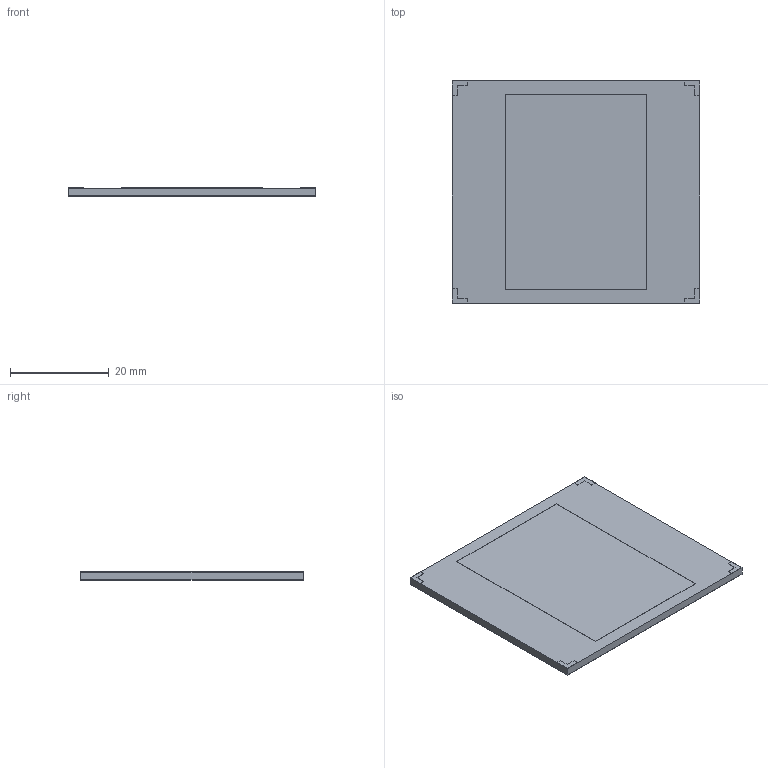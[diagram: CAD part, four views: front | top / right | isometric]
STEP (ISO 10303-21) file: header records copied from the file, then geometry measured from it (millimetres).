
FILE_DESCRIPTION(('STEP AP214'),'1');
FILE_NAME('2018_Nov_27_S-Band_Patch_for_Printing.stp','2018-11-27T21:19:23',('Sebastian H Tarquino'),(' '),'Spatial InterOp 3D','CST ACIS InterOp Converter 2016',' ');
FILE_SCHEMA(('automotive_design'));
Length unit declared in the file: millimetre
Products named in the file (8): Substrate|Substrate; Ground_Plane|Ground_Plane; Antenna|Patch; Align_Edges|Align_Edge_01; Align_Edges|Align_Edge_02; Align_Edges|Align_Edge_03; Align_Edges|Align_Edge_04; 1
Bounding box: 50 x 45 x 1.7 mm (x, y, z)
Volume: 3770.1 mm3; surface area: 11625.8 mm2
Topology: 7 solids, 7 shells, 50 faces, 109 edges, 74 vertices
Faces by surface type: plane 50
Entity records: 1922 total; most frequent: CARTESIAN_POINT 239, DIRECTION 225, ORIENTED_EDGE 216, LINE 109, VECTOR 109, EDGE_CURVE 108, VERTEX_POINT 72, AXIS2_PLACEMENT_3D 58
